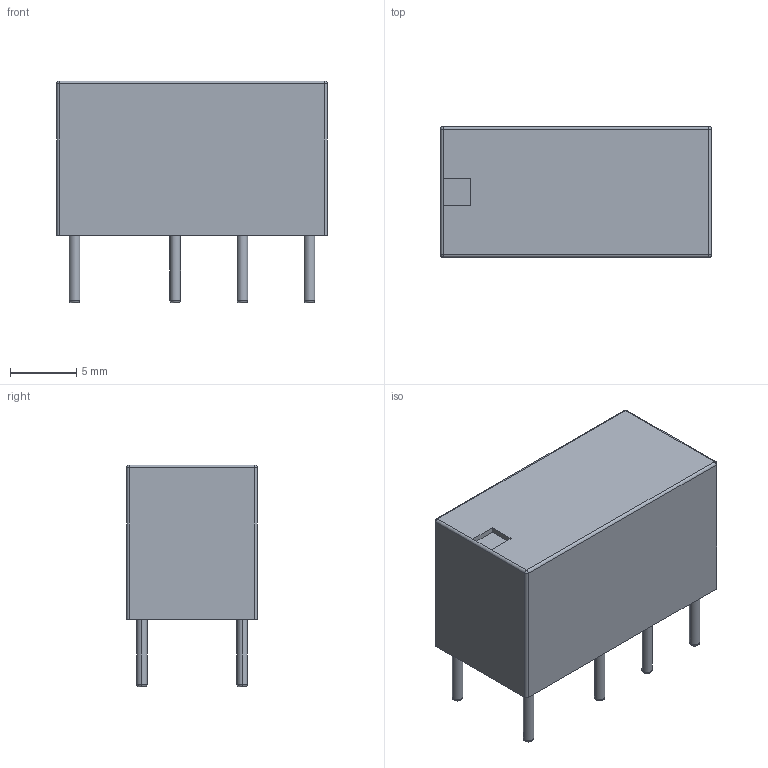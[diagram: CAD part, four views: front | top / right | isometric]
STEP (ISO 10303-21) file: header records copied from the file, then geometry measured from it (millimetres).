
FILE_DESCRIPTION (( 'STEP AP214' ), '1' );
FILE_NAME ('HRS2H-S-DC5V-N.STEP', '2021-05-31T23:28:42', ( '' ), ( '' ), 'SwSTEP 2.0', 'SolidWorks 2021', '' );
FILE_SCHEMA (( 'AUTOMOTIVE_DESIGN' ));
Length unit declared in the file: millimetre
Products named in the file (3): Leads.step.STEP; HRS2H-S-DC5V-N; Body.step.STEP
Assembly tree (2 placements, depth 2):
  HRS2H-S-DC5V-N
    Body.step.STEP
    Leads.step.STEP
Bounding box: 20.5 x 9.9 x 16.8 mm (x, y, z)
Volume: 2392.3 mm3; surface area: 1220 mm2
Topology: 9 solids, 9 shells, 71 faces, 133 edges, 76 vertices
Faces by surface type: plane 27, cylinder 24, torus 16, sphere 4
Entity records: 1916 total; most frequent: DIRECTION 361, CARTESIAN_POINT 281, ORIENTED_EDGE 258, AXIS2_PLACEMENT_3D 156, EDGE_CURVE 129, CIRCLE 80, VERTEX_POINT 76, EDGE_LOOP 71
